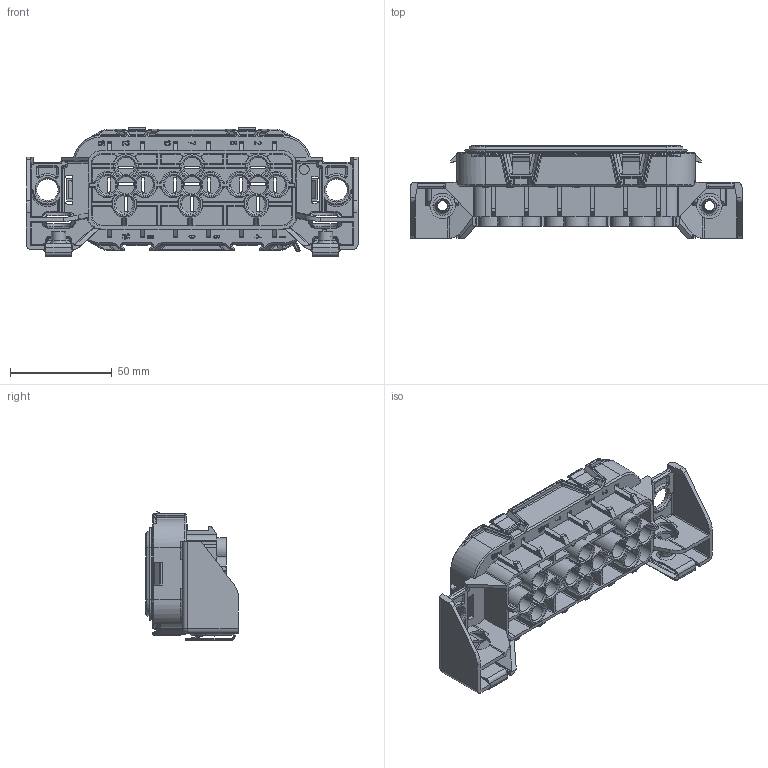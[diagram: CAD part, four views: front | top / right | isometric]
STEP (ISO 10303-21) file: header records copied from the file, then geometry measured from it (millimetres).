
FILE_DESCRIPTION((''),'2;1');
FILE_NAME('SC42-2032B-A001_NCF_ASM','2025-04-09T12:25:19',('20077268'),(''),'CREO PARAMETRIC BY PTC INC, 2024014','CREO PARAMETRIC BY PTC INC, 2024014','');
FILE_SCHEMA(('CONFIG_CONTROL_DESIGN'));
Products named in the file (7): C26-1012-2B_SALES_NCF; C14-1013_INSTALLED_NCF; PDM-RS_INSTALLED_NCF_ASM; PDM-R4B01_NCF_ASM; C02-1012-M_NCF; PDM-TMC_NCF_ASM; SC42-2032B-A001_NCF_ASM
Assembly tree (7 placements, depth 4):
  SC42-2032B-A001_NCF_ASM
    PDM-R4B01_NCF_ASM
      C26-1012-2B_SALES_NCF
      PDM-RS_INSTALLED_NCF_ASM
        C14-1013_INSTALLED_NCF
    PDM-TMC_NCF_ASM  x2
      C02-1012-M_NCF
Bounding box: 163 x 45.5 x 63.16 mm (x, y, z)
Volume: 102354.4 mm3; surface area: 104059.8 mm2
Topology: 4 solids, 4 shells, 3170 faces, 8144 edges, 4988 vertices
Faces by surface type: plane 1364, cylinder 954, bspline 315, torus 233, cone 143, extrusion 91, sphere 70
Entity records: 102130 total; most frequent: CARTESIAN_POINT 30218, ORIENTED_EDGE 15458, DIRECTION 14426, EDGE_CURVE 7729, AXIS2_PLACEMENT_3D 4846, VERTEX_POINT 4752, VECTOR 4734, LINE 4643
